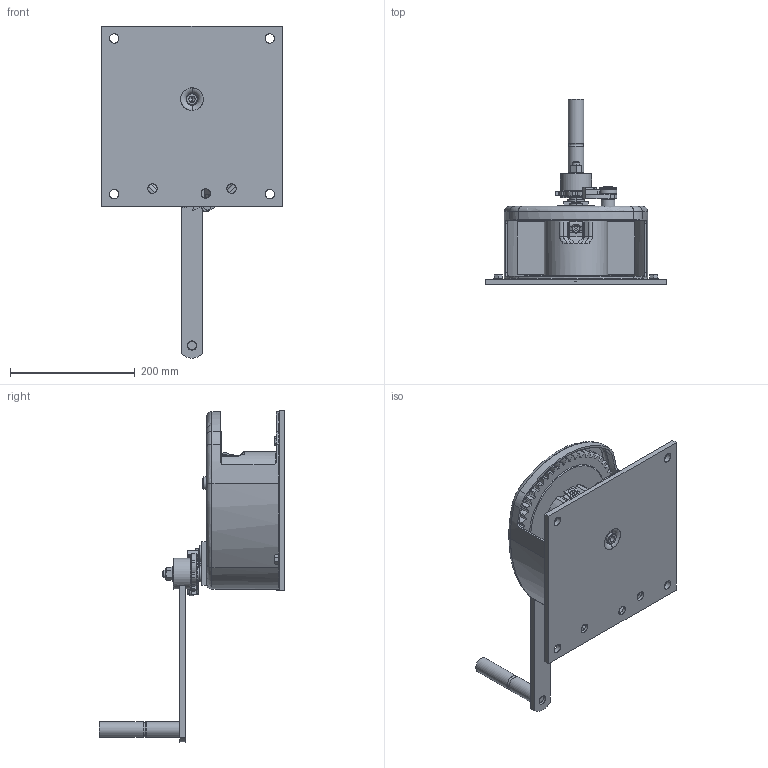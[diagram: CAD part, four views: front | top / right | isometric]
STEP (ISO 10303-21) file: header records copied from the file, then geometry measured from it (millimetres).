
FILE_DESCRIPTION(('STEP AP214'),'1');
FILE_NAME('PMH Vinsch ST750-ST1000.stp','2013-06-28T09:55:24',(' '),(' '),'Spatial InterOp 3D',' ',' ');
FILE_SCHEMA(('automotive_design'));
Length unit declared in the file: millimetre
Products named in the file (632): PMH Vinsch ST750-ST1000; 1; 2; 3
Assembly tree (631 placements, depth 2):
  PMH Vinsch ST750-ST1000
    1
    2
    3
    3
    3
    3
    3
    3
    3
    3
    3
    3
    3
    3
    3
    3
    3
    3
    3
    3
    3
    3
    3
    3
    3
    3
    3
    3
    3
    3
    3
    3
    3
    3
    3
    3
    3
    3
    3
    3
    3
    3
    3
    3
    3
    3
    3
    3
    3
    3
    3
    3
    3
    3
    3
    3
    3
    3
    3
Bounding box: 290 x 297.93 x 533.01 mm (x, y, z)
Volume: 1371745.4 mm3; surface area: 707196.7 mm2
Topology: 2 solids, 631 shells, 999 faces, 10805 edges, 10461 vertices
Faces by surface type: cylinder 451, plane 372, cone 93, torus 65, bspline 15, extrusion 3
Full cylindrical faces by diameter (mm): 6 x1, 9.5 x1, 12 x1, 14 x1, 15 x1, 20 x2, 22 x1, 25 x2, 26 x1, 32 x2, 32.2 x1, 32.5 x1, 40 x1, 43.385 x1, 50 x2, 101.6 x1
Entity records: 130541 total; most frequent: CARTESIAN_POINT 53800, ORIENTED_EDGE 11708, EDGE_CURVE 10751, VERTEX_POINT 10450, B_SPLINE_CURVE_WITH_KNOTS 9791, DIRECTION 4737, AXIS2_PLACEMENT_3D 2183, EDGE_LOOP 1281
